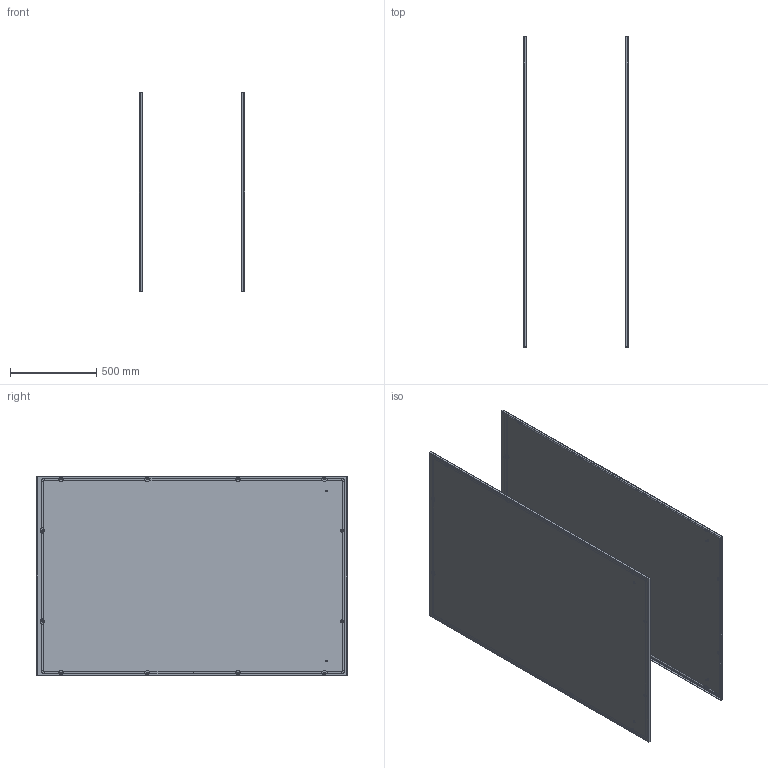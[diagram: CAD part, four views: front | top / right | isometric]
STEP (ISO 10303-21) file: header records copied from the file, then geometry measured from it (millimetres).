
FILE_DESCRIPTION (( 'STEP AP203' ), '1' );
FILE_NAME ('UR43400180612 Ñòåíêà áîêîâàÿ RS52 180.120 (2øò) (000.801.434-04) .STEP', '2022-04-12T09:22:02', ( '' ), ( '' ), 'SwSTEP 2.0', 'SolidWorks 2017', '' );
FILE_SCHEMA (( 'CONFIG_CONTROL_DESIGN' ));
Length unit declared in the file: millimetre
Products named in the file (7): 005-341 Ïàíåëü ñòåíêè áîêîâîé RS52 180.00_04 (00.120); Âèíò ISO 7380-2 TX_Œ5å12; UR43400180612 Ñòåíêà áîêîâàÿ RS52 180.120 (2øò)  (000.801.434-04) ; 000.130.403 Ñòåíêà áîêîâàÿ RS52 180.00_04 (00.120); Óïëîòíèòåëü ÏÏÓ äëÿ ñòåíêè áîêîâîé RS52_19 (180å120); 000.132.177 Îñíîâàíèå ñòåíêè áîêîâîé RS52 180.00_04 (00.120); Øïèëüêà çàçåìëåíèÿ CKF CS_Œ6å16
Assembly tree (29 placements, depth 4):
  UR43400180612 Ñòåíêà áîêîâàÿ RS52 180.120 (2øò)  (000.801.434-04) 
    000.130.403 Ñòåíêà áîêîâàÿ RS52 180.00_04 (00.120)  x2
      000.132.177 Îñíîâàíèå ñòåíêè áîêîâîé RS52 180.00_04 (00.120)
        005-341 Ïàíåëü ñòåíêè áîêîâîé RS52 180.00_04 (00.120)
        Øïèëüêà çàçåìëåíèÿ CKF CS_Œ6å16  x2
      Óïëîòíèòåëü ÏÏÓ äëÿ ñòåíêè áîêîâîé RS52_19 (180å120)
    Âèíò ISO 7380-2 TX_Œ5å12  x22
Bounding box: 609.87 x 1797 x 1156 mm (x, y, z)
Volume: 6771801.9 mm3; surface area: 9115777 mm2
Topology: 30 solids, 30 shells, 1684 faces, 4668 edges, 3114 vertices
Faces by surface type: cylinder 622, plane 574, torus 356, cone 68, bspline 64
Entity records: 14333 total; most frequent: CARTESIAN_POINT 3370, DIRECTION 2271, ORIENTED_EDGE 1852, AXIS2_PLACEMENT_3D 985, EDGE_CURVE 926, VERTEX_POINT 549, CIRCLE 546, EDGE_LOOP 475
